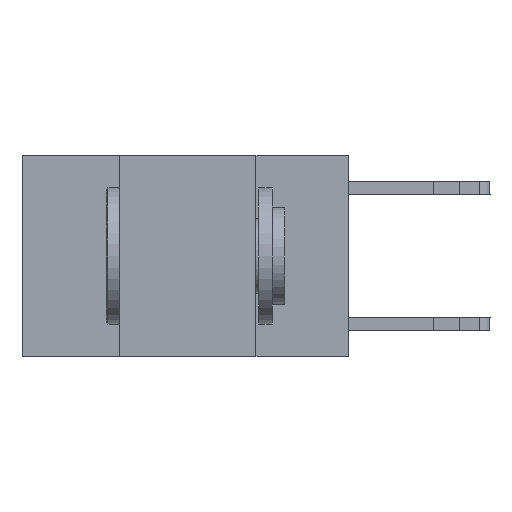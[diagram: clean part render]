
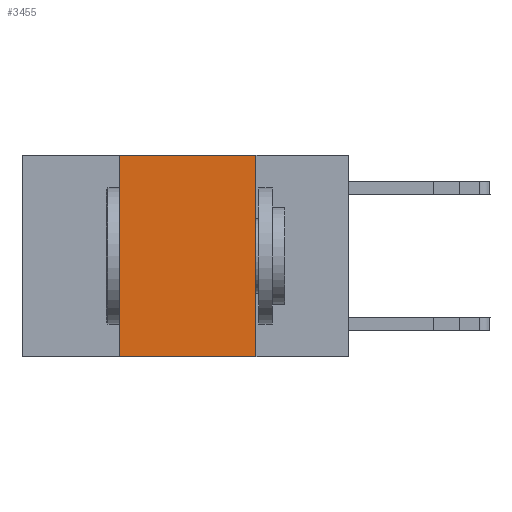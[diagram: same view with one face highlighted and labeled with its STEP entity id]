
A CAD part, left-side view. The second image highlights one B-rep face of the part: STEP entity #3455.
In plain terms, the highlighted planar face has unit normal (-1, 0, 0).
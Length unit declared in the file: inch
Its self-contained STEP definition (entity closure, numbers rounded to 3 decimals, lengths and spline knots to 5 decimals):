
#743 = VECTOR ( 'NONE', #6702, 39.37008 ) ;
#872 = ORIENTED_EDGE ( 'NONE', *, *, #3212, .F. ) ;
#1525 = DIRECTION ( 'NONE',  ( 0., -1., 0. ) ) ;
#1651 = DIRECTION ( 'NONE',  ( 0., 0., 1. ) ) ;
#2344 = CARTESIAN_POINT ( 'NONE',  ( 0., 0.17, 0. ) ) ;
#2636 = EDGE_CURVE ( 'NONE', #7592, #6563, #13691, .T. ) ;
#2989 = LINE ( 'NONE', #12781, #10948 ) ;
#3212 = EDGE_CURVE ( 'NONE', #6563, #13793, #2989, .T. ) ;
#3455 = ADVANCED_FACE ( 'NONE', ( #4560 ), #11077, .F. ) ;
#3766 = CARTESIAN_POINT ( 'NONE',  ( 0., 0.42, -0.37 ) ) ;
#4560 = FACE_OUTER_BOUND ( 'NONE', #8594, .T. ) ;
#4689 = CARTESIAN_POINT ( 'NONE',  ( 0., 0.6, -0.37 ) ) ;
#5330 = EDGE_CURVE ( 'NONE', #7592, #13224, #11344, .T. ) ;
#5501 = LINE ( 'NONE', #2344, #743 ) ;
#6022 = VECTOR ( 'NONE', #1525, 39.37008 ) ;
#6201 = DIRECTION ( 'NONE',  ( 0., -1., 0. ) ) ;
#6563 = VERTEX_POINT ( 'NONE', #6596 ) ;
#6596 = CARTESIAN_POINT ( 'NONE',  ( 0., 0.42, 0. ) ) ;
#6702 = DIRECTION ( 'NONE',  ( 0., 0., -1. ) ) ;
#7097 = ORIENTED_EDGE ( 'NONE', *, *, #5330, .T. ) ;
#7240 = VECTOR ( 'NONE', #1651, 39.37008 ) ;
#7592 = VERTEX_POINT ( 'NONE', #3766 ) ;
#7766 = AXIS2_PLACEMENT_3D ( 'NONE', #8892, #10036, #8617 ) ;
#8209 = CARTESIAN_POINT ( 'NONE',  ( 0., 0.42, 0. ) ) ;
#8594 = EDGE_LOOP ( 'NONE', ( #13076, #872, #12832, #7097 ) ) ;
#8617 = DIRECTION ( 'NONE',  ( 0., 0., -1. ) ) ;
#8840 = EDGE_CURVE ( 'NONE', #13793, #13224, #5501, .T. ) ;
#8892 = CARTESIAN_POINT ( 'NONE',  ( 0., 0.6, 0. ) ) ;
#10036 = DIRECTION ( 'NONE',  ( 1., 0., 0. ) ) ;
#10948 = VECTOR ( 'NONE', #6201, 39.37008 ) ;
#11077 = PLANE ( 'NONE',  #7766 ) ;
#11344 = LINE ( 'NONE', #4689, #6022 ) ;
#12781 = CARTESIAN_POINT ( 'NONE',  ( 0., 0.6, 0. ) ) ;
#12832 = ORIENTED_EDGE ( 'NONE', *, *, #2636, .F. ) ;
#13038 = CARTESIAN_POINT ( 'NONE',  ( 0., 0.17, 0. ) ) ;
#13076 = ORIENTED_EDGE ( 'NONE', *, *, #8840, .F. ) ;
#13224 = VERTEX_POINT ( 'NONE', #13888 ) ;
#13691 = LINE ( 'NONE', #8209, #7240 ) ;
#13793 = VERTEX_POINT ( 'NONE', #13038 ) ;
#13888 = CARTESIAN_POINT ( 'NONE',  ( 0., 0.17, -0.37 ) ) ;
